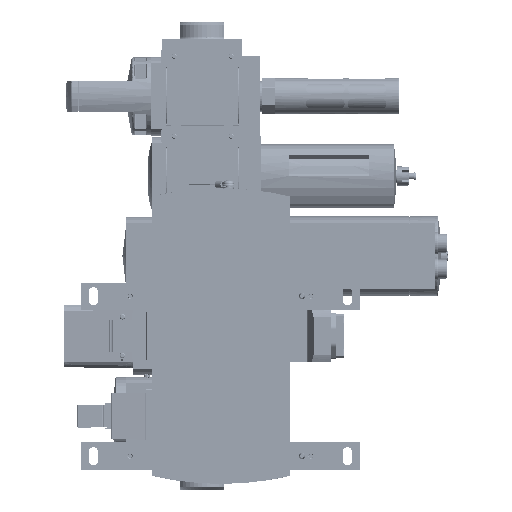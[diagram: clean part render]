
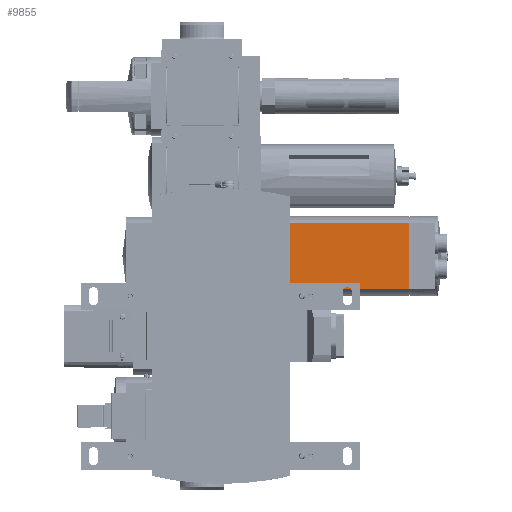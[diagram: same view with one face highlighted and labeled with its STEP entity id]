
A CAD part, left-side view. The second image highlights one B-rep face of the part: STEP entity #9855.
In plain terms, the highlighted planar face has unit normal (-1, 0, 0).
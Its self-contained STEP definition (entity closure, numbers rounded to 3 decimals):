
#9855=ADVANCED_FACE('',(#23490),#23491,.F.);
#23490=FACE_OUTER_BOUND('',#41184,.T.);
#23491=PLANE('',#41185);
#41184=EDGE_LOOP('',(#71326,#71327,#71328,#71329));
#41185=AXIS2_PLACEMENT_3D('',#71330,#71331,#71332);
#71326=ORIENTED_EDGE('',*,*,#112461,.T.);
#71327=ORIENTED_EDGE('',*,*,#111513,.T.);
#71328=ORIENTED_EDGE('',*,*,#112462,.F.);
#71329=ORIENTED_EDGE('',*,*,#111545,.F.);
#71330=CARTESIAN_POINT('',(-59.487,-43.1,-580.56));
#71331=DIRECTION('',(1.0,0.0,0.0));
#71332=DIRECTION('',(0.0,0.0,-1.0));
#111513=EDGE_CURVE('',#135272,#135270,#135273,.T.);
#111545=EDGE_CURVE('',#135318,#135320,#135321,.T.);
#112461=EDGE_CURVE('',#135318,#135272,#136650,.T.);
#112462=EDGE_CURVE('',#135320,#135270,#136651,.T.);
#135270=VERTEX_POINT('',#171755);
#135272=VERTEX_POINT('',#171758);
#135273=LINE('',#171759,#171760);
#135318=VERTEX_POINT('',#171825);
#135320=VERTEX_POINT('',#171828);
#135321=LINE('',#171829,#171830);
#136650=LINE('',#173747,#173748);
#136651=LINE('',#173749,#173750);
#171755=CARTESIAN_POINT('',(-59.487,-160.3,-529.36));
#171758=CARTESIAN_POINT('',(-59.487,-160.3,-580.56));
#171759=CARTESIAN_POINT('',(-59.487,-160.3,-580.56));
#171760=VECTOR('',#211473,1000.0);
#171825=CARTESIAN_POINT('',(-59.487,-45.8,-580.56));
#171828=CARTESIAN_POINT('',(-59.487,-45.8,-529.36));
#171829=CARTESIAN_POINT('',(-59.487,-45.8,-580.56));
#171830=VECTOR('',#211498,1000.0);
#173747=CARTESIAN_POINT('',(-59.487,-43.1,-580.56));
#173748=VECTOR('',#212324,1000.0);
#173749=CARTESIAN_POINT('',(-59.487,-43.1,-529.36));
#173750=VECTOR('',#212325,1000.0);
#211473=DIRECTION('',(0.0,0.0,1.0));
#211498=DIRECTION('',(0.0,0.0,1.0));
#212324=DIRECTION('',(-0.0,-1.0,-0.0));
#212325=DIRECTION('',(-0.0,-1.0,-0.0));
